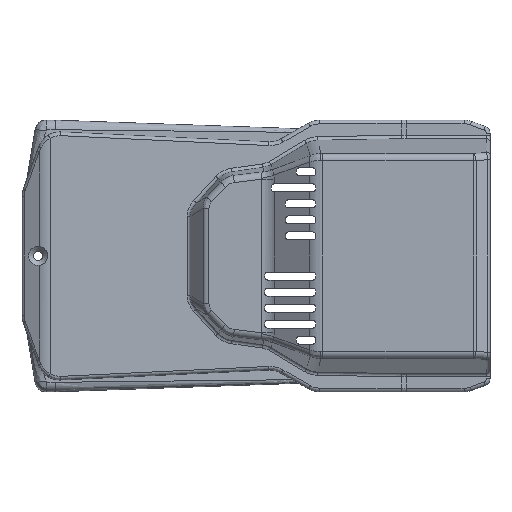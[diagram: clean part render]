
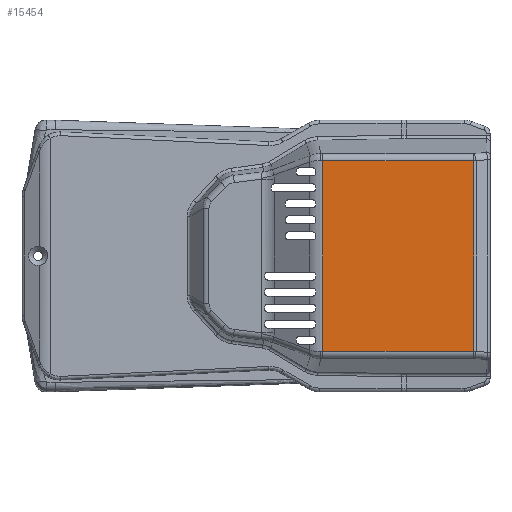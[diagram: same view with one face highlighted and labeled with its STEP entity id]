
A CAD part, front view. The second image highlights one B-rep face of the part: STEP entity #15454.
In plain terms, the highlighted planar face has unit normal (0, -1, 0).
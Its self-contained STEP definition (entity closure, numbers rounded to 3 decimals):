
#1844=FACE_OUTER_BOUND('',#2675,.T.);
#2675=EDGE_LOOP('',(#13552,#13553,#13554,#13555));
#3186=LINE('',#22316,#4695);
#4288=LINE('',#28422,#5797);
#4289=LINE('',#28424,#5798);
#4290=LINE('',#28425,#5799);
#4695=VECTOR('',#17620,10.);
#5797=VECTOR('',#20368,10.);
#5798=VECTOR('',#20371,10.);
#5799=VECTOR('',#20372,10.);
#6224=VERTEX_POINT('',#22313);
#6225=VERTEX_POINT('',#22315);
#7285=VERTEX_POINT('',#28418);
#7286=VERTEX_POINT('',#28420);
#7826=EDGE_CURVE('',#6225,#6224,#3186,.T.);
#9441=EDGE_CURVE('',#7285,#7286,#4288,.T.);
#9442=EDGE_CURVE('',#7285,#6224,#4289,.T.);
#9443=EDGE_CURVE('',#7286,#6225,#4290,.T.);
#13552=ORIENTED_EDGE('',*,*,#7826,.T.);
#13553=ORIENTED_EDGE('',*,*,#9442,.F.);
#13554=ORIENTED_EDGE('',*,*,#9441,.T.);
#13555=ORIENTED_EDGE('',*,*,#9443,.T.);
#14795=PLANE('',#16666);
#15454=ADVANCED_FACE('',(#1844),#14795,.T.);
#16666=AXIS2_PLACEMENT_3D('',#28423,#20369,#20370);
#17620=DIRECTION('',(0.,0.,-1.));
#20368=DIRECTION('',(0.,0.,1.));
#20369=DIRECTION('center_axis',(0.,-1.,0.));
#20370=DIRECTION('ref_axis',(-1.,0.,0.));
#20371=DIRECTION('',(-1.,0.,0.));
#20372=DIRECTION('',(-1.,0.,0.));
#22313=CARTESIAN_POINT('',(-12.108,-34.,-25.96));
#22315=CARTESIAN_POINT('',(-12.108,-34.,25.96));
#22316=CARTESIAN_POINT('',(-12.108,-34.,0.));
#28418=CARTESIAN_POINT('',(29.026,-34.,-25.96));
#28420=CARTESIAN_POINT('',(29.026,-34.,25.96));
#28422=CARTESIAN_POINT('',(29.026,-34.,0.));
#28423=CARTESIAN_POINT('Origin',(29.379,-34.,0.));
#28424=CARTESIAN_POINT('',(30.189,-34.,-25.96));
#28425=CARTESIAN_POINT('',(30.189,-34.,25.96));
